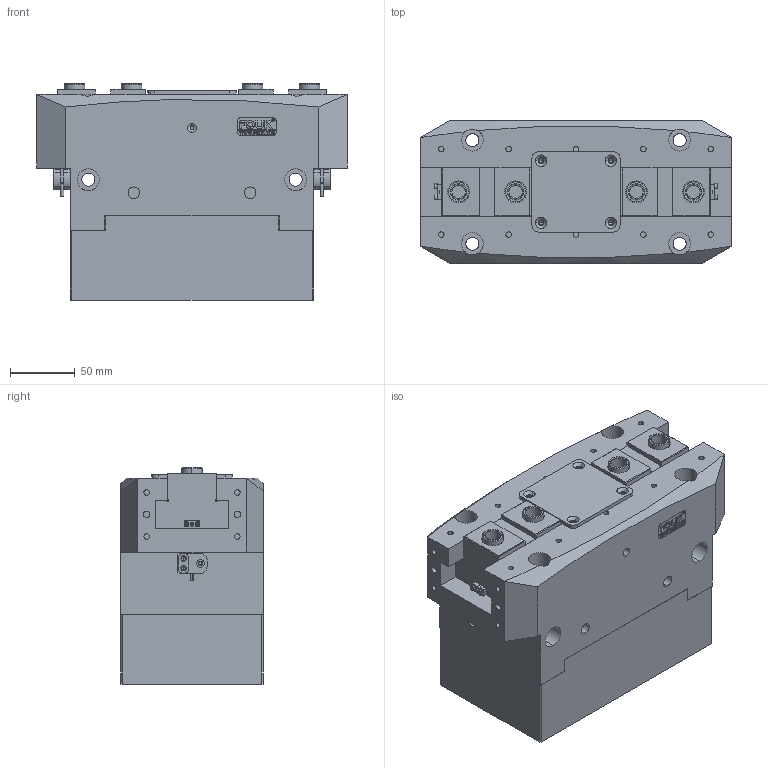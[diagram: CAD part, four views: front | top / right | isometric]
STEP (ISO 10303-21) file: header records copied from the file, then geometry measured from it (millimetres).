
FILE_DESCRIPTION (( 'STEP AP203' ), '1' );
FILE_NAME ('TR115-240-S-NO.STEP', '2024-11-19T06:34:53', ( 'USER-' ), ( 'Microsoft' ), 'SwSTEP 2.0', 'SolidWorks 2018', '' );
FILE_SCHEMA (( 'CONFIG_CONTROL_DESIGN' ));
Length unit declared in the file: millimetre
Products named in the file (17): TR115 -240杅耀.sldasm-Part-3; TR115 -240杅耀; 埴翐芛_GB_FASTENER_SCREWS_HSHCS M2X8-N; TR115 -240杅耀.sldasm-Part-7; 30x14-R3; TR115-240-NC杅耀.sldasm-Part-17; TR115 -240杅耀.sldasm-Part-1; TR115-240-M-22B 晊扥极; TR115 -240杅耀.sldasm-Part-2; TR115 -240杅耀.sldasm-Part-12; 揤輸杅耀.sldasm-Part-9; TR115 -240杅耀.sldasm-Part-14; 揤輸蚾饜极; TR115-240-S-NO; TR115 -240-S 賑輸; TR115 -240杅耀.sldasm-Part-5; TR115 -240杅耀.sldasm-Part-11
Assembly tree (21 placements, depth 4):
  TR115-240-S-NO
    TR115 -240杅耀
      TR115 -240杅耀.sldasm-Part-1
      TR115 -240杅耀.sldasm-Part-2
      TR115 -240杅耀.sldasm-Part-3
      TR115 -240杅耀.sldasm-Part-5
      TR115 -240杅耀.sldasm-Part-7
      TR115 -240杅耀.sldasm-Part-11
      TR115 -240杅耀.sldasm-Part-12
      TR115 -240杅耀.sldasm-Part-14
      TR115 -240-S 賑輸  x2
      TR115-240-NC杅耀.sldasm-Part-17  x2
      揤輸蚾饜极  x2
        揤輸杅耀.sldasm-Part-9
        埴翐芛_GB_FASTENER_SCREWS_HSHCS M2X8-N
      揤輸杅耀.sldasm-Part-9
      30x14-R3
    TR115-240-M-22B 晊扥极
Bounding box: 240 x 110 x 167 mm (x, y, z)
Volume: 3400141.5 mm3; surface area: 327893.3 mm2
Topology: 21 solids, 49 shells, 1277 faces, 3225 edges, 2063 vertices
Faces by surface type: plane 586, cylinder 373, cone 155, bspline 155, torus 8
Entity records: 40133 total; most frequent: CARTESIAN_POINT 12487, ORIENTED_EDGE 5430, DIRECTION 5026, EDGE_CURVE 2715, VERTEX_POINT 1788, AXIS2_PLACEMENT_3D 1709, VECTOR 1608, LINE 1608
